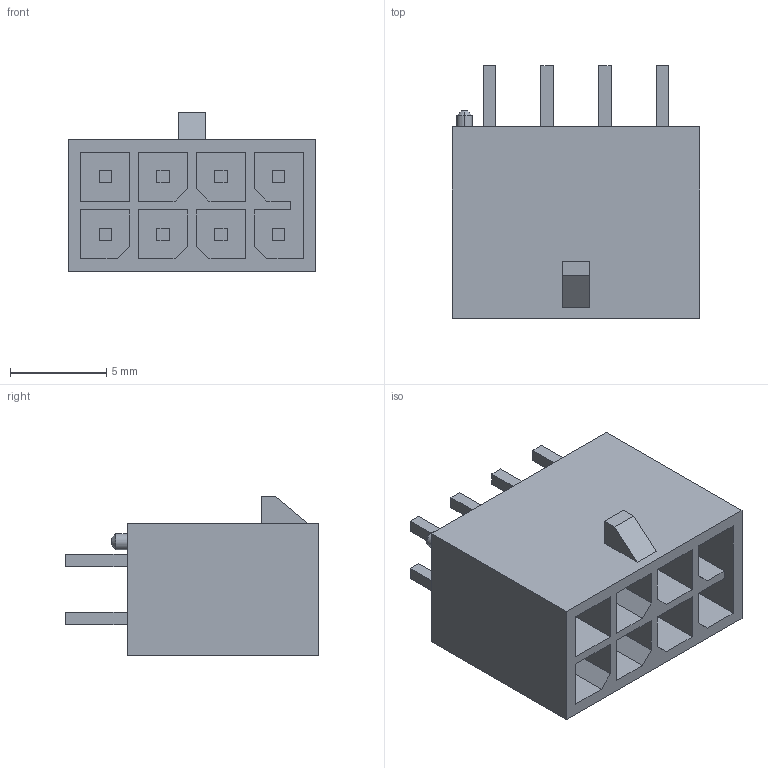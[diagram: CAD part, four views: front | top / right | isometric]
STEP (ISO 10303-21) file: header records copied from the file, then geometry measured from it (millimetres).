
FILE_DESCRIPTION(('STEP AP242'),'1');
FILE_NAME('2068320802.stp','2024-12-02T04:51:43',('TraceParts'),('TraceParts S.A.'),'Spatial InterOp 3D',' ',' ');
FILE_SCHEMA(('AP242_MANAGED_MODEL_BASED_3D_ENGINEERING_MIM_LF {1 0 10303 442 1 1 4}'));
Length unit declared in the file: millimetre
Products named in the file (1): 2068320802
Bounding box: 12.85 x 13.09 x 8.26 mm (x, y, z)
Volume: 568.4 mm3; surface area: 1243.2 mm2
Topology: 1 solids, 1 shells, 142 faces, 343 edges, 228 vertices
Faces by surface type: plane 138, cone 2, cylinder 2
Entity records: 4082 total; most frequent: CARTESIAN_POINT 714, ORIENTED_EDGE 686, DIRECTION 635, EDGE_CURVE 343, LINE 337, VECTOR 337, VERTEX_POINT 228, EDGE_LOOP 167
